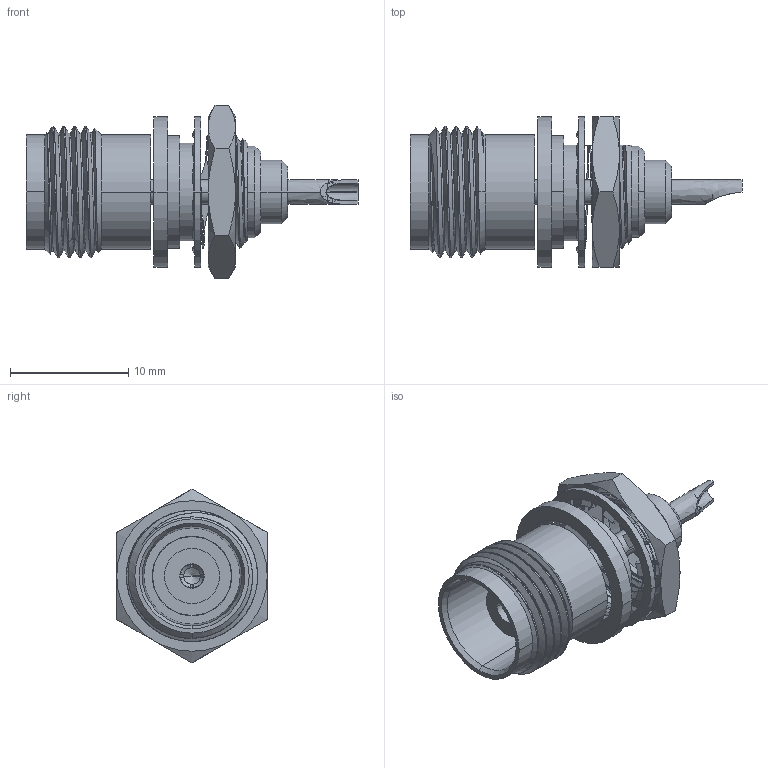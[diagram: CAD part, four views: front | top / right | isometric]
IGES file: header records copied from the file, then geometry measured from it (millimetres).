
Start section:  PTC IGES file: 31-2301_rev-l.igs
Global section: file name: 31-2301_rev-l.igs; native system: Pro/ENGINEER by Parametric Technology Corporation; preprocessor: 2008010; author: aarunprabu; organization: Unknown; date: 20090911.142529; units: inch
Bounding box: 28.04 x 12.7 x 14.66 mm (x, y, z)
Surface area: 1728.5 mm2 (no closed solid volume)
Topology: 0 solids, 0 shells, 134 faces, 666 edges, 662 vertices
Faces by surface type: revolution 79, bspline 55
